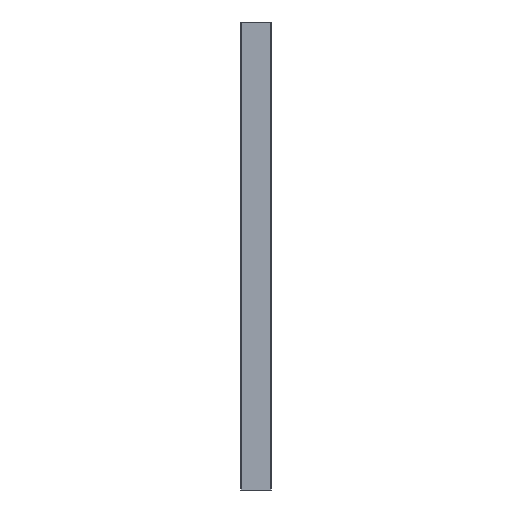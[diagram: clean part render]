
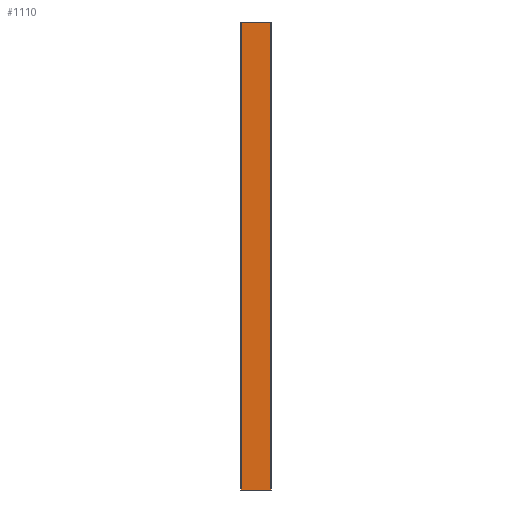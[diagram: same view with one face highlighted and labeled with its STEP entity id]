
A CAD part, left-side view. The second image highlights one B-rep face of the part: STEP entity #1110.
In plain terms, the highlighted planar face has unit normal (-1, 0, 0).
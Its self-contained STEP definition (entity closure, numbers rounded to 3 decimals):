
#18 = VERTEX_POINT ( 'NONE', #1061 ) ;
#27 = VERTEX_POINT ( 'NONE', #1549 ) ;
#49 = EDGE_CURVE ( 'NONE', #18, #27, #1557, .T. ) ;
#93 = ORIENTED_EDGE ( 'NONE', *, *, #49, .T. ) ;
#328 = EDGE_LOOP ( 'NONE', ( #1742, #456, #93, #1409 ) ) ;
#412 = CARTESIAN_POINT ( 'NONE',  ( 0., -62., 2000. ) ) ;
#439 = CARTESIAN_POINT ( 'NONE',  ( 0., 62., 2000. ) ) ;
#456 = ORIENTED_EDGE ( 'NONE', *, *, #751, .F. ) ;
#547 = VECTOR ( 'NONE', #1083, 1000. ) ;
#606 = VECTOR ( 'NONE', #1355, 1000. ) ;
#611 = DIRECTION ( 'NONE',  ( 0., 0., 1. ) ) ;
#673 = EDGE_CURVE ( 'NONE', #27, #1649, #1723, .T. ) ;
#698 = CARTESIAN_POINT ( 'NONE',  ( 0., -62., 0. ) ) ;
#751 = EDGE_CURVE ( 'NONE', #18, #1103, #1292, .T. ) ;
#889 = CARTESIAN_POINT ( 'NONE',  ( 0., -62., 0. ) ) ;
#1061 = CARTESIAN_POINT ( 'NONE',  ( 0., -62., 2000. ) ) ;
#1083 = DIRECTION ( 'NONE',  ( 0., 1., 0. ) ) ;
#1103 = VERTEX_POINT ( 'NONE', #698 ) ;
#1110 = ADVANCED_FACE ( 'NONE', ( #1389 ), #1922, .T. ) ;
#1257 = DIRECTION ( 'NONE',  ( -1., 0., 0. ) ) ;
#1292 = LINE ( 'NONE', #412, #1394 ) ;
#1355 = DIRECTION ( 'NONE',  ( 0., 0., -1. ) ) ;
#1389 = FACE_OUTER_BOUND ( 'NONE', #328, .T. ) ;
#1394 = VECTOR ( 'NONE', #2024, 1000. ) ;
#1409 = ORIENTED_EDGE ( 'NONE', *, *, #673, .T. ) ;
#1511 = DIRECTION ( 'NONE',  ( 0., 1., 0. ) ) ;
#1549 = CARTESIAN_POINT ( 'NONE',  ( 0., 62., 2000. ) ) ;
#1557 = LINE ( 'NONE', #1754, #1822 ) ;
#1608 = AXIS2_PLACEMENT_3D ( 'NONE', #1969, #1257, #611 ) ;
#1649 = VERTEX_POINT ( 'NONE', #2107 ) ;
#1723 = LINE ( 'NONE', #439, #606 ) ;
#1727 = EDGE_CURVE ( 'NONE', #1103, #1649, #2054, .T. ) ;
#1742 = ORIENTED_EDGE ( 'NONE', *, *, #1727, .F. ) ;
#1754 = CARTESIAN_POINT ( 'NONE',  ( 0., -62., 2000. ) ) ;
#1822 = VECTOR ( 'NONE', #1511, 1000. ) ;
#1922 = PLANE ( 'NONE',  #1608 ) ;
#1969 = CARTESIAN_POINT ( 'NONE',  ( 0., -62., 2000. ) ) ;
#2024 = DIRECTION ( 'NONE',  ( 0., 0., -1. ) ) ;
#2054 = LINE ( 'NONE', #889, #547 ) ;
#2107 = CARTESIAN_POINT ( 'NONE',  ( 0., 62., 0. ) ) ;
